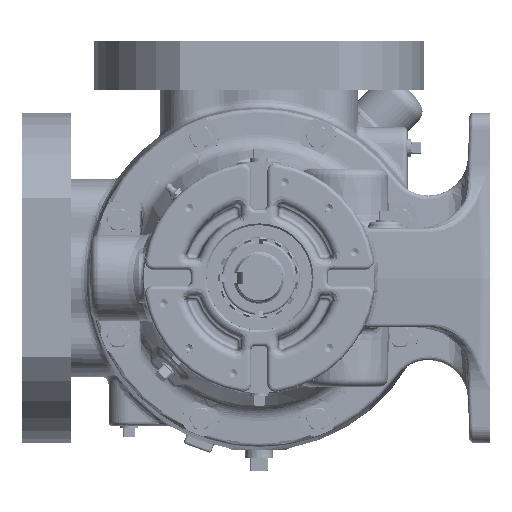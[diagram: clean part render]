
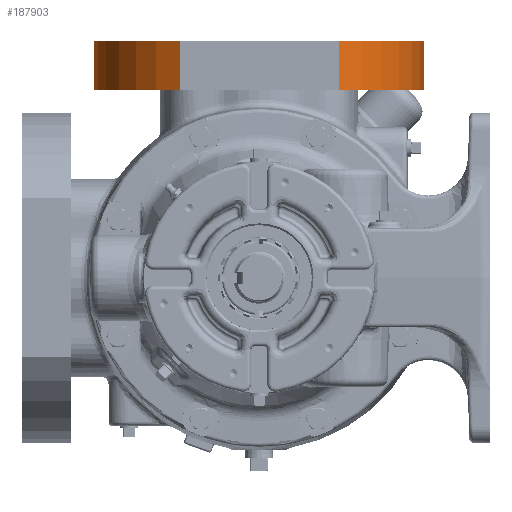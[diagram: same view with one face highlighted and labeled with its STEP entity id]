
A CAD part, left-side view. The second image highlights one B-rep face of the part: STEP entity #187903.
In plain terms, the highlighted cylindrical face has radius 127 mm (diameter 254 mm), a partial arc.
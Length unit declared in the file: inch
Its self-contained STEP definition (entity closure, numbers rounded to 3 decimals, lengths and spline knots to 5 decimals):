
#1484 = DIRECTION ( 'NONE',  ( -1., 0., 0. ) ) ;
#2772 = CYLINDRICAL_SURFACE ( 'NONE', #230937, 5. ) ;
#7817 = AXIS2_PLACEMENT_3D ( 'NONE', #59698, #220060, #18949 ) ;
#18949 = DIRECTION ( 'NONE',  ( -1., 0., 0. ) ) ;
#20933 = ORIENTED_EDGE ( 'NONE', *, *, #25732, .F. ) ;
#23838 = VERTEX_POINT ( 'NONE', #227192 ) ;
#25408 = VECTOR ( 'NONE', #182744, 39.37008 ) ;
#25732 = EDGE_CURVE ( 'NONE', #23838, #191381, #235666, .T. ) ;
#49501 = EDGE_CURVE ( 'NONE', #23838, #181200, #234484, .T. ) ;
#59698 = CARTESIAN_POINT ( 'NONE',  ( 3.345, 0., 7.1875 ) ) ;
#67861 = ORIENTED_EDGE ( 'NONE', *, *, #220063, .T. ) ;
#72232 = CIRCLE ( 'NONE', #248393, 5. ) ;
#81637 = FACE_OUTER_BOUND ( 'NONE', #196272, .T. ) ;
#85377 = CARTESIAN_POINT ( 'NONE',  ( -1.035, -2.41156, 5.6875 ) ) ;
#90886 = ORIENTED_EDGE ( 'NONE', *, *, #49501, .T. ) ;
#91575 = CARTESIAN_POINT ( 'NONE',  ( -1.035, -2.41156, 7.1875 ) ) ;
#97613 = DIRECTION ( 'NONE',  ( 0., 0., -1. ) ) ;
#103972 = DIRECTION ( 'NONE',  ( 0., 0., -1. ) ) ;
#134502 = CARTESIAN_POINT ( 'NONE',  ( -1.035, 2.41156, 7.1875 ) ) ;
#149783 = DIRECTION ( 'NONE',  ( -1., 0., 0. ) ) ;
#169687 = EDGE_CURVE ( 'NONE', #191381, #256978, #72232, .T. ) ;
#181200 = VERTEX_POINT ( 'NONE', #91575 ) ;
#181512 = CARTESIAN_POINT ( 'NONE',  ( 3.345, 0., 4.99105 ) ) ;
#182744 = DIRECTION ( 'NONE',  ( 0., 0., -1. ) ) ;
#186215 = ORIENTED_EDGE ( 'NONE', *, *, #169687, .F. ) ;
#186639 = LINE ( 'NONE', #220946, #25408 ) ;
#187903 = ADVANCED_FACE ( 'Defeatured_0_4764', ( #81637 ), #2772, .T. ) ;
#191381 = VERTEX_POINT ( 'NONE', #197396 ) ;
#196272 = EDGE_LOOP ( 'NONE', ( #20933, #90886, #67861, #186215 ) ) ;
#197396 = CARTESIAN_POINT ( 'NONE',  ( -1.035, 2.41156, 5.6875 ) ) ;
#220060 = DIRECTION ( 'NONE',  ( 0., 0., -1. ) ) ;
#220063 = EDGE_CURVE ( 'NONE', #181200, #256978, #186639, .T. ) ;
#220946 = CARTESIAN_POINT ( 'NONE',  ( -1.035, -2.41156, 7.1875 ) ) ;
#227192 = CARTESIAN_POINT ( 'NONE',  ( -1.035, 2.41156, 7.1875 ) ) ;
#227574 = VECTOR ( 'NONE', #97613, 39.37008 ) ;
#228675 = CARTESIAN_POINT ( 'NONE',  ( 3.345, 0., 5.6875 ) ) ;
#230937 = AXIS2_PLACEMENT_3D ( 'NONE', #181512, #103972, #1484 ) ;
#234484 = CIRCLE ( 'NONE', #7817, 5. ) ;
#235666 = LINE ( 'NONE', #134502, #227574 ) ;
#247048 = DIRECTION ( 'NONE',  ( 0., 0., -1. ) ) ;
#248393 = AXIS2_PLACEMENT_3D ( 'NONE', #228675, #247048, #149783 ) ;
#256978 = VERTEX_POINT ( 'NONE', #85377 ) ;
